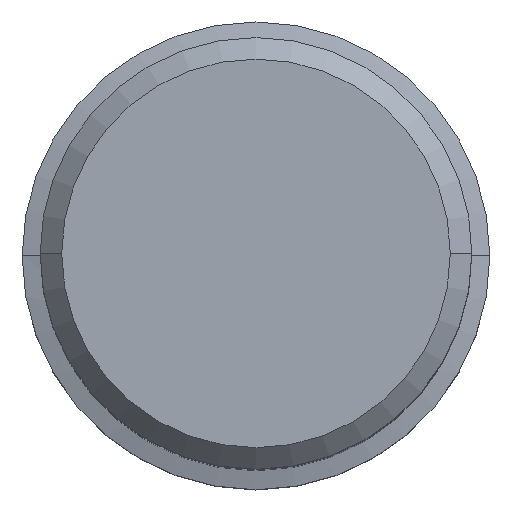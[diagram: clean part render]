
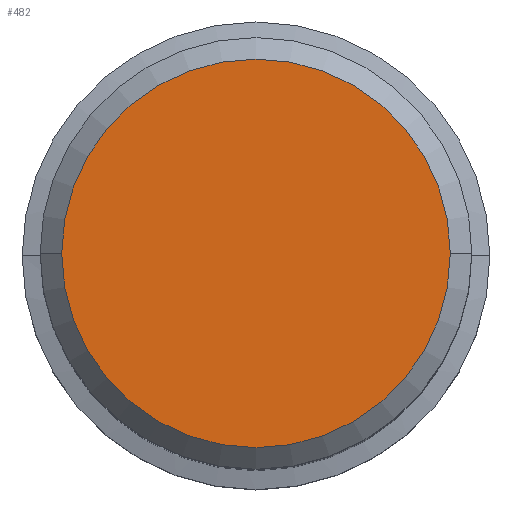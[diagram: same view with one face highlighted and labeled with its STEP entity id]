
A CAD part, top view. The second image highlights one B-rep face of the part: STEP entity #482.
In plain terms, the highlighted planar face has unit normal (0, 0, 1).
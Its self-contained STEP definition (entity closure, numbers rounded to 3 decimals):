
#1 = DIRECTION ( 'NONE',  ( 1., 0., 0. ) ) ;
#22 = CARTESIAN_POINT ( 'NONE',  ( 0., 0., 0. ) ) ;
#55 = EDGE_LOOP ( 'NONE', ( #220, #727 ) ) ;
#107 = DIRECTION ( 'NONE',  ( 0., 0., 1. ) ) ;
#144 = EDGE_CURVE ( 'NONE', #209, #435, #818, .T. ) ;
#164 = DIRECTION ( 'NONE',  ( 0., 0., 1. ) ) ;
#175 = PLANE ( 'NONE',  #225 ) ;
#191 = DIRECTION ( 'NONE',  ( 0., 0., 1. ) ) ;
#209 = VERTEX_POINT ( 'NONE', #928 ) ;
#219 = DIRECTION ( 'NONE',  ( 1., 0., 0. ) ) ;
#220 = ORIENTED_EDGE ( 'NONE', *, *, #276, .T. ) ;
#225 = AXIS2_PLACEMENT_3D ( 'NONE', #390, #107, #557 ) ;
#276 = EDGE_CURVE ( 'NONE', #435, #209, #879, .T. ) ;
#390 = CARTESIAN_POINT ( 'NONE',  ( 0., 0., 0. ) ) ;
#406 = FACE_OUTER_BOUND ( 'NONE', #55, .T. ) ;
#435 = VERTEX_POINT ( 'NONE', #888 ) ;
#482 = ADVANCED_FACE ( 'NONE', ( #406 ), #175, .T. ) ;
#519 = AXIS2_PLACEMENT_3D ( 'NONE', #22, #191, #219 ) ;
#557 = DIRECTION ( 'NONE',  ( 1., 0., 0. ) ) ;
#620 = AXIS2_PLACEMENT_3D ( 'NONE', #695, #164, #1 ) ;
#695 = CARTESIAN_POINT ( 'NONE',  ( 0., 0., 0. ) ) ;
#727 = ORIENTED_EDGE ( 'NONE', *, *, #144, .T. ) ;
#818 = CIRCLE ( 'NONE', #620, 5.4 ) ;
#879 = CIRCLE ( 'NONE', #519, 5.4 ) ;
#888 = CARTESIAN_POINT ( 'NONE',  ( -5.4, 0., 0. ) ) ;
#928 = CARTESIAN_POINT ( 'NONE',  ( 5.4, 0., 0. ) ) ;
